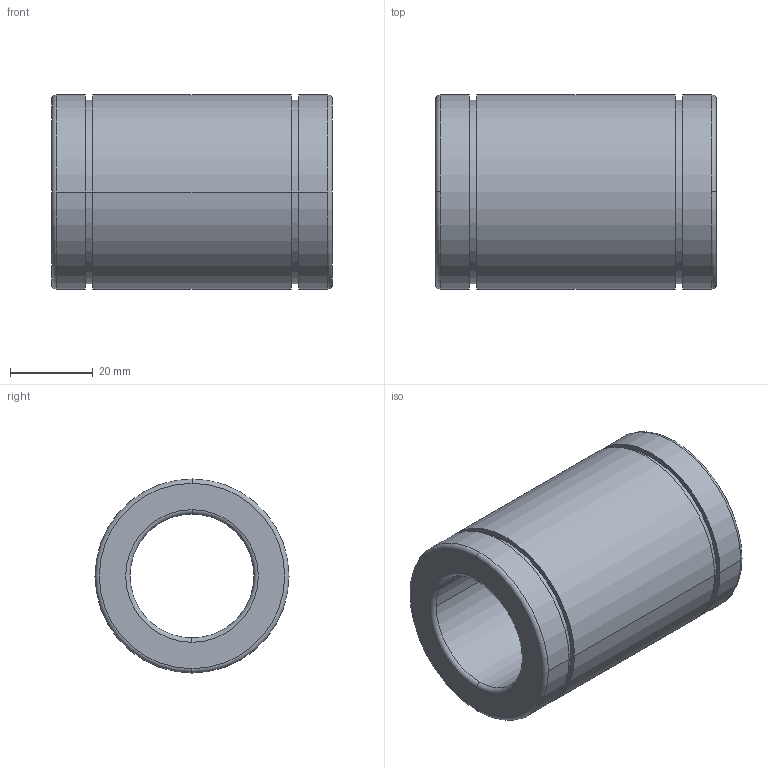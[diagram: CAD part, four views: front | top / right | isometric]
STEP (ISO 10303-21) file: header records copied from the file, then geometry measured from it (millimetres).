
FILE_DESCRIPTION( ( '' ), '1' );
FILE_NAME( 'sse_m30_2_03.stp', '2008-04-10T07:18:10', ( '' ), ( '' ), ' ', ' ', ' ' );
FILE_SCHEMA( ( 'CONFIG_CONTROL_DESIGN' ) );
Length unit declared in the file: millimetre
Products named in the file (1): 1
Bounding box: 68 x 47 x 47 mm (x, y, z)
Volume: 69127.9 mm3; surface area: 18974.5 mm2
Topology: 1 solids, 1 shells, 26 faces, 64 edges, 44 vertices
Faces by surface type: cylinder 12, torus 8, plane 6
Entity records: 860 total; most frequent: DIRECTION 170, CARTESIAN_POINT 135, ORIENTED_EDGE 128, AXIS2_PLACEMENT_3D 79, EDGE_CURVE 64, CIRCLE 52, VERTEX_POINT 44, EDGE_LOOP 32
